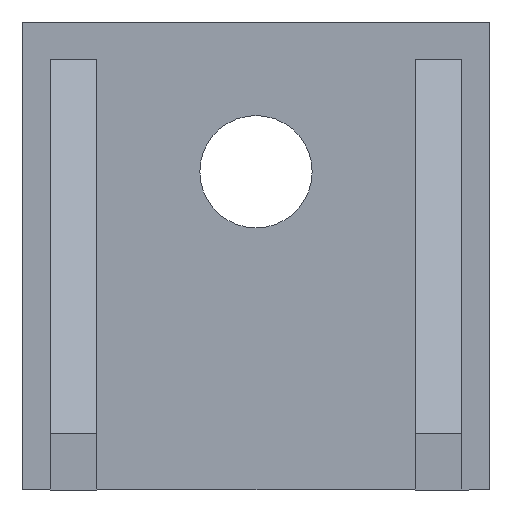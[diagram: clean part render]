
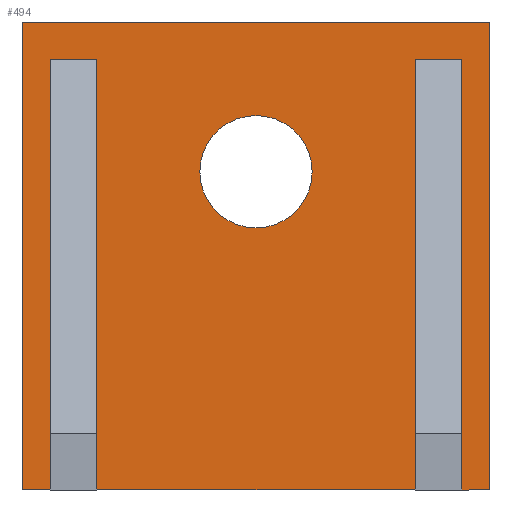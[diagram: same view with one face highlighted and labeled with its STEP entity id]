
A CAD part, front view. The second image highlights one B-rep face of the part: STEP entity #494.
In plain terms, the highlighted planar face has unit normal (0, -1, 0).
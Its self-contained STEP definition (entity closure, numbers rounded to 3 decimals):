
#10 = VERTEX_POINT ( 'NONE', #229 ) ;
#15 = VERTEX_POINT ( 'NONE', #620 ) ;
#19 = ORIENTED_EDGE ( 'NONE', *, *, #190, .F. ) ;
#25 = VECTOR ( 'NONE', #659, 1000. ) ;
#27 = VECTOR ( 'NONE', #253, 1000. ) ;
#34 = ORIENTED_EDGE ( 'NONE', *, *, #664, .T. ) ;
#35 = CARTESIAN_POINT ( 'NONE',  ( 40., 0., 230. ) ) ;
#36 = LINE ( 'NONE', #541, #616 ) ;
#38 = DIRECTION ( 'NONE',  ( 0., 1., 0. ) ) ;
#40 = DIRECTION ( 'NONE',  ( 0., 0., 1. ) ) ;
#45 = VECTOR ( 'NONE', #552, 1000. ) ;
#48 = CARTESIAN_POINT ( 'NONE',  ( 0., 0., 0. ) ) ;
#60 = ORIENTED_EDGE ( 'NONE', *, *, #630, .F. ) ;
#63 = CARTESIAN_POINT ( 'NONE',  ( 15., 0., 0. ) ) ;
#65 = ORIENTED_EDGE ( 'NONE', *, *, #500, .F. ) ;
#70 = VECTOR ( 'NONE', #104, 1000. ) ;
#76 = CARTESIAN_POINT ( 'NONE',  ( 125., 0., 200. ) ) ;
#77 = VERTEX_POINT ( 'NONE', #396 ) ;
#85 = VECTOR ( 'NONE', #40, 1000. ) ;
#98 = CARTESIAN_POINT ( 'NONE',  ( 250., 0., 0. ) ) ;
#100 = VERTEX_POINT ( 'NONE', #511 ) ;
#103 = DIRECTION ( 'NONE',  ( 0., 0., 1. ) ) ;
#104 = DIRECTION ( 'NONE',  ( 1., 0., 0. ) ) ;
#110 = ORIENTED_EDGE ( 'NONE', *, *, #399, .F. ) ;
#113 = EDGE_LOOP ( 'NONE', ( #503, #34, #392, #110, #697, #65, #307, #19, #365, #578, #324, #683 ) ) ;
#120 = VERTEX_POINT ( 'NONE', #63 ) ;
#136 = VECTOR ( 'NONE', #210, 1000. ) ;
#139 = VERTEX_POINT ( 'NONE', #525 ) ;
#148 = VERTEX_POINT ( 'NONE', #197 ) ;
#150 = VECTOR ( 'NONE', #575, 1000. ) ;
#155 = CARTESIAN_POINT ( 'NONE',  ( 235., 0., 230. ) ) ;
#163 = EDGE_CURVE ( 'NONE', #193, #139, #207, .T. ) ;
#165 = DIRECTION ( 'NONE',  ( 0., 0., 1. ) ) ;
#168 = VERTEX_POINT ( 'NONE', #360 ) ;
#173 = EDGE_CURVE ( 'NONE', #532, #447, #719, .T. ) ;
#176 = CARTESIAN_POINT ( 'NONE',  ( 125., 0., 170. ) ) ;
#181 = FACE_BOUND ( 'NONE', #589, .T. ) ;
#184 = CARTESIAN_POINT ( 'NONE',  ( 125., 0., 170. ) ) ;
#190 = EDGE_CURVE ( 'NONE', #77, #120, #566, .T. ) ;
#193 = VERTEX_POINT ( 'NONE', #76 ) ;
#197 = CARTESIAN_POINT ( 'NONE',  ( 40., 0., 0. ) ) ;
#207 = CIRCLE ( 'NONE', #629, 30. ) ;
#210 = DIRECTION ( 'NONE',  ( -1., 0., 0. ) ) ;
#222 = CARTESIAN_POINT ( 'NONE',  ( 250., 0., 250. ) ) ;
#228 = LINE ( 'NONE', #155, #70 ) ;
#229 = CARTESIAN_POINT ( 'NONE',  ( 210., 0., 230. ) ) ;
#237 = CARTESIAN_POINT ( 'NONE',  ( 0., 0., 250. ) ) ;
#251 = VECTOR ( 'NONE', #657, 1000. ) ;
#253 = DIRECTION ( 'NONE',  ( 0., 0., -1. ) ) ;
#255 = CARTESIAN_POINT ( 'NONE',  ( 15., 0., 0. ) ) ;
#264 = VECTOR ( 'NONE', #103, 1000. ) ;
#265 = CARTESIAN_POINT ( 'NONE',  ( 250., 0., 0. ) ) ;
#271 = DIRECTION ( 'NONE',  ( 1., 0., 0. ) ) ;
#274 = CARTESIAN_POINT ( 'NONE',  ( 0., 0., 0. ) ) ;
#275 = CARTESIAN_POINT ( 'NONE',  ( 210., 0., 0. ) ) ;
#276 = VECTOR ( 'NONE', #463, 1000. ) ;
#289 = EDGE_CURVE ( 'NONE', #647, #362, #36, .T. ) ;
#307 = ORIENTED_EDGE ( 'NONE', *, *, #549, .F. ) ;
#314 = VERTEX_POINT ( 'NONE', #35 ) ;
#324 = ORIENTED_EDGE ( 'NONE', *, *, #652, .F. ) ;
#335 = DIRECTION ( 'NONE',  ( 0., -1., 0. ) ) ;
#337 = CARTESIAN_POINT ( 'NONE',  ( 0., 0., 0. ) ) ;
#341 = ORIENTED_EDGE ( 'NONE', *, *, #163, .F. ) ;
#346 = EDGE_CURVE ( 'NONE', #148, #314, #720, .T. ) ;
#347 = AXIS2_PLACEMENT_3D ( 'NONE', #176, #335, #165 ) ;
#360 = CARTESIAN_POINT ( 'NONE',  ( 0., 0., 0. ) ) ;
#362 = VERTEX_POINT ( 'NONE', #222 ) ;
#365 = ORIENTED_EDGE ( 'NONE', *, *, #584, .F. ) ;
#368 = LINE ( 'NONE', #337, #572 ) ;
#381 = DIRECTION ( 'NONE',  ( 0., 0., 1. ) ) ;
#392 = ORIENTED_EDGE ( 'NONE', *, *, #173, .F. ) ;
#396 = CARTESIAN_POINT ( 'NONE',  ( 15., 0., 230. ) ) ;
#398 = AXIS2_PLACEMENT_3D ( 'NONE', #557, #38, #381 ) ;
#399 = EDGE_CURVE ( 'NONE', #362, #532, #456, .T. ) ;
#411 = CARTESIAN_POINT ( 'NONE',  ( 0., 0., 0. ) ) ;
#425 = LINE ( 'NONE', #275, #25 ) ;
#432 = EDGE_CURVE ( 'NONE', #100, #10, #425, .T. ) ;
#447 = VERTEX_POINT ( 'NONE', #663 ) ;
#456 = LINE ( 'NONE', #265, #251 ) ;
#459 = EDGE_CURVE ( 'NONE', #10, #15, #228, .T. ) ;
#463 = DIRECTION ( 'NONE',  ( -1., 0., 0. ) ) ;
#494 = ADVANCED_FACE ( 'NONE', ( #181, #599 ), #606, .F. ) ;
#500 = EDGE_CURVE ( 'NONE', #168, #647, #628, .T. ) ;
#503 = ORIENTED_EDGE ( 'NONE', *, *, #459, .T. ) ;
#511 = CARTESIAN_POINT ( 'NONE',  ( 210., 0., 0. ) ) ;
#515 = DIRECTION ( 'NONE',  ( -1., 0., 0. ) ) ;
#525 = CARTESIAN_POINT ( 'NONE',  ( 125., 0., 140. ) ) ;
#527 = LINE ( 'NONE', #651, #45 ) ;
#532 = VERTEX_POINT ( 'NONE', #98 ) ;
#541 = CARTESIAN_POINT ( 'NONE',  ( 0., 0., 250. ) ) ;
#546 = CARTESIAN_POINT ( 'NONE',  ( 40., 0., 0. ) ) ;
#549 = EDGE_CURVE ( 'NONE', #120, #168, #623, .T. ) ;
#552 = DIRECTION ( 'NONE',  ( -1., 0., 0. ) ) ;
#557 = CARTESIAN_POINT ( 'NONE',  ( 0., 0., 0. ) ) ;
#566 = LINE ( 'NONE', #255, #27 ) ;
#572 = VECTOR ( 'NONE', #515, 1000. ) ;
#574 = LINE ( 'NONE', #669, #150 ) ;
#575 = DIRECTION ( 'NONE',  ( 0., 0., -1. ) ) ;
#578 = ORIENTED_EDGE ( 'NONE', *, *, #346, .F. ) ;
#584 = EDGE_CURVE ( 'NONE', #314, #77, #527, .T. ) ;
#589 = EDGE_LOOP ( 'NONE', ( #341, #60 ) ) ;
#590 = DIRECTION ( 'NONE',  ( 0., -1., 0. ) ) ;
#599 = FACE_OUTER_BOUND ( 'NONE', #113, .T. ) ;
#606 = PLANE ( 'NONE',  #398 ) ;
#616 = VECTOR ( 'NONE', #271, 1000. ) ;
#620 = CARTESIAN_POINT ( 'NONE',  ( 235., 0., 230. ) ) ;
#623 = LINE ( 'NONE', #48, #136 ) ;
#628 = LINE ( 'NONE', #274, #85 ) ;
#629 = AXIS2_PLACEMENT_3D ( 'NONE', #184, #590, #685 ) ;
#630 = EDGE_CURVE ( 'NONE', #139, #193, #684, .T. ) ;
#647 = VERTEX_POINT ( 'NONE', #237 ) ;
#651 = CARTESIAN_POINT ( 'NONE',  ( 15., 0., 230. ) ) ;
#652 = EDGE_CURVE ( 'NONE', #100, #148, #368, .T. ) ;
#657 = DIRECTION ( 'NONE',  ( 0., 0., -1. ) ) ;
#659 = DIRECTION ( 'NONE',  ( 0., 0., 1. ) ) ;
#663 = CARTESIAN_POINT ( 'NONE',  ( 235., 0., 0. ) ) ;
#664 = EDGE_CURVE ( 'NONE', #15, #447, #574, .T. ) ;
#669 = CARTESIAN_POINT ( 'NONE',  ( 235., 0., 0. ) ) ;
#683 = ORIENTED_EDGE ( 'NONE', *, *, #432, .T. ) ;
#684 = CIRCLE ( 'NONE', #347, 30. ) ;
#685 = DIRECTION ( 'NONE',  ( 0., 0., 1. ) ) ;
#697 = ORIENTED_EDGE ( 'NONE', *, *, #289, .F. ) ;
#719 = LINE ( 'NONE', #411, #276 ) ;
#720 = LINE ( 'NONE', #546, #264 ) ;
